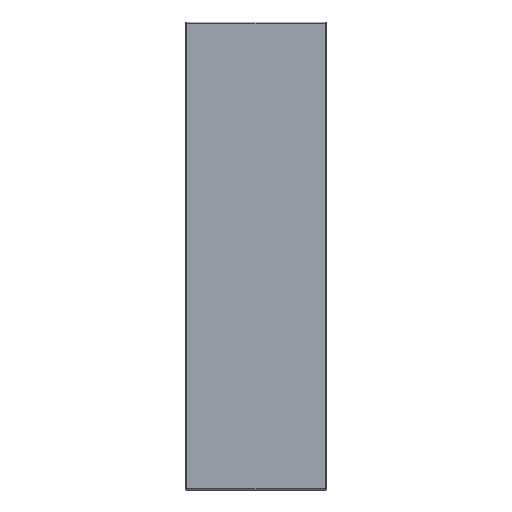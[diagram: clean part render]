
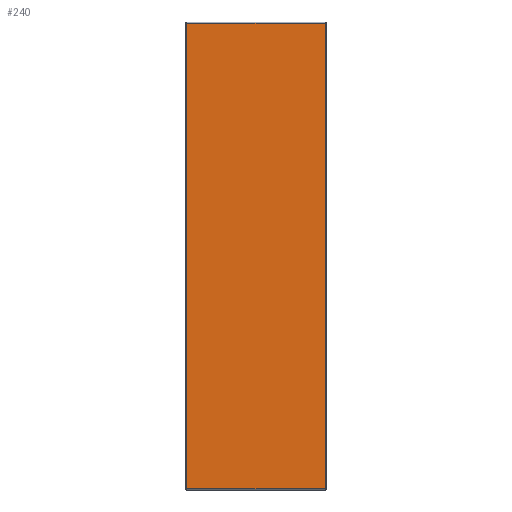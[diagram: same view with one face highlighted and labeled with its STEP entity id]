
A CAD part, front view. The second image highlights one B-rep face of the part: STEP entity #240.
In plain terms, the highlighted planar face has unit normal (0, -1, 0).
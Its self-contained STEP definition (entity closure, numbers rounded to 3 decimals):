
#79 = CARTESIAN_POINT ( 'NONE',  ( 0.25, 0., -0.25 ) ) ;
#86 = CARTESIAN_POINT ( 'NONE',  ( 29.75, 0., -0.25 ) ) ;
#100 = CARTESIAN_POINT ( 'NONE',  ( 29.75, 0., -99.75 ) ) ;
#138 = CARTESIAN_POINT ( 'NONE',  ( 15., 0., -0.25 ) ) ;
#139 = DIRECTION ( 'NONE',  ( -1., 0., 0. ) ) ;
#140 = CARTESIAN_POINT ( 'NONE',  ( 29.75, 0., -50. ) ) ;
#141 = DIRECTION ( 'NONE',  ( 0., 0., 1. ) ) ;
#142 = CARTESIAN_POINT ( 'NONE',  ( 15., 0., -99.75 ) ) ;
#143 = DIRECTION ( 'NONE',  ( 1., 0., 0. ) ) ;
#144 = CARTESIAN_POINT ( 'NONE',  ( 0.25, 0., -50. ) ) ;
#145 = DIRECTION ( 'NONE',  ( 0., 0., -1. ) ) ;
#240 = ADVANCED_FACE ( 'NONE', ( #1029 ), #414, .T. ) ;
#414 = PLANE ( 'NONE',  #461 ) ;
#415 = CARTESIAN_POINT ( 'NONE',  ( 0.25, 0., -0.25 ) ) ;
#416 = DIRECTION ( 'NONE',  ( 0., -1., 0. ) ) ;
#417 = DIRECTION ( 'NONE',  ( 0., 0., -1. ) ) ;
#461 = AXIS2_PLACEMENT_3D ( 'NONE', #415, #416, #417 ) ;
#532 = VERTEX_POINT ( 'NONE', #1240 ) ;
#611 = ORIENTED_EDGE ( 'NONE', *, *, #1401, .T. ) ;
#614 = ORIENTED_EDGE ( 'NONE', *, *, #1398, .T. ) ;
#615 = ORIENTED_EDGE ( 'NONE', *, *, #1399, .T. ) ;
#616 = ORIENTED_EDGE ( 'NONE', *, *, #1400, .T. ) ;
#691 = EDGE_LOOP ( 'NONE', ( #616, #615, #614, #611 ) ) ;
#1029 = FACE_OUTER_BOUND ( 'NONE', #691, .T. ) ;
#1240 = CARTESIAN_POINT ( 'NONE',  ( 0.25, 0., -99.75 ) ) ;
#1355 = VERTEX_POINT ( 'NONE', #79 ) ;
#1365 = VERTEX_POINT ( 'NONE', #86 ) ;
#1381 = VERTEX_POINT ( 'NONE', #100 ) ;
#1398 = EDGE_CURVE ( 'NONE', #1365, #1355, #1442, .T. ) ;
#1399 = EDGE_CURVE ( 'NONE', #1381, #1365, #1445, .T. ) ;
#1400 = EDGE_CURVE ( 'NONE', #532, #1381, #1447, .T. ) ;
#1401 = EDGE_CURVE ( 'NONE', #1355, #532, #1449, .T. ) ;
#1442 = LINE ( 'NONE', #138, #1444 ) ;
#1444 = VECTOR ( 'NONE', #139, 1000. ) ;
#1445 = LINE ( 'NONE', #140, #1446 ) ;
#1446 = VECTOR ( 'NONE', #141, 1000. ) ;
#1447 = LINE ( 'NONE', #142, #1448 ) ;
#1448 = VECTOR ( 'NONE', #143, 1000. ) ;
#1449 = LINE ( 'NONE', #144, #1450 ) ;
#1450 = VECTOR ( 'NONE', #145, 1000. ) ;
